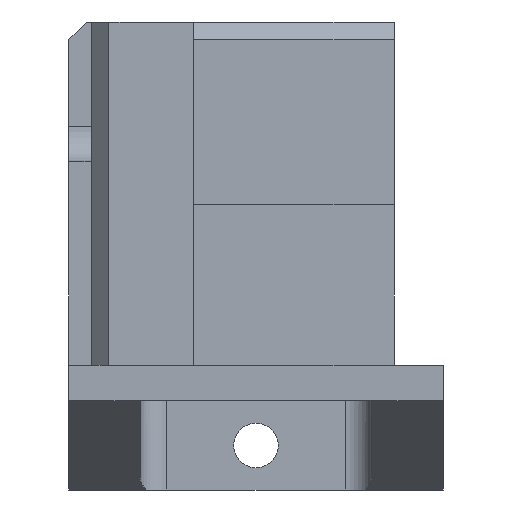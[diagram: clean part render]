
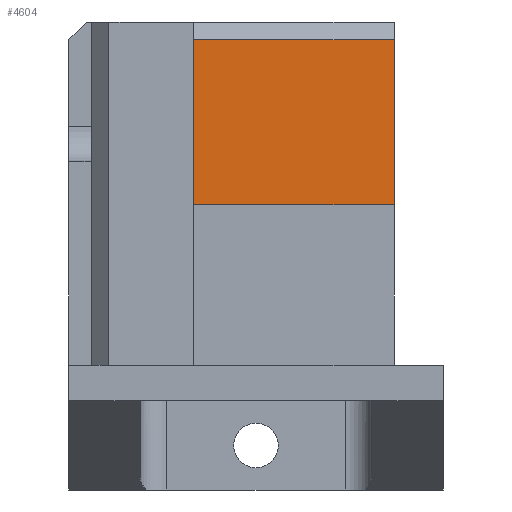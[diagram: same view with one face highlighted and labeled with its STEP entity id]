
A CAD part, left-side view. The second image highlights one B-rep face of the part: STEP entity #4604.
In plain terms, the highlighted planar face has unit normal (-1, 0, 0).
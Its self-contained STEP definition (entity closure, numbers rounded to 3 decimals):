
#184 = PLANE('',#185);
#185 = AXIS2_PLACEMENT_3D('',#186,#187,#188);
#186 = CARTESIAN_POINT('',(0.,5.5,22.));
#187 = DIRECTION('',(0.,1.,0.));
#188 = DIRECTION('',(1.,0.,0.));
#1527 = VERTEX_POINT('',#1528);
#1528 = CARTESIAN_POINT('',(0.,5.5,22.));
#1554 = EDGE_CURVE('',#1527,#1555,#1557,.T.);
#1555 = VERTEX_POINT('',#1556);
#1556 = CARTESIAN_POINT('',(0.,5.5,40.5));
#1557 = SURFACE_CURVE('',#1558,(#1562,#1569),.PCURVE_S1.);
#1558 = LINE('',#1559,#1560);
#1559 = CARTESIAN_POINT('',(0.,5.5,22.));
#1560 = VECTOR('',#1561,1.);
#1561 = DIRECTION('',(0.,0.,1.));
#1562 = PCURVE('',#184,#1563);
#1563 = DEFINITIONAL_REPRESENTATION('',(#1564),#1568);
#1564 = LINE('',#1565,#1566);
#1565 = CARTESIAN_POINT('',(0.,0.));
#1566 = VECTOR('',#1567,1.);
#1567 = DIRECTION('',(0.,-1.));
#1568 = ( GEOMETRIC_REPRESENTATION_CONTEXT(2) 
PARAMETRIC_REPRESENTATION_CONTEXT() REPRESENTATION_CONTEXT('2D SPACE',''
  ) );
#1569 = PCURVE('',#1570,#1575);
#1570 = PLANE('',#1571);
#1571 = AXIS2_PLACEMENT_3D('',#1572,#1573,#1574);
#1572 = CARTESIAN_POINT('',(0.,42.,22.));
#1573 = DIRECTION('',(1.,0.,0.));
#1574 = DIRECTION('',(0.,-1.,0.));
#1575 = DEFINITIONAL_REPRESENTATION('',(#1576),#1580);
#1576 = LINE('',#1577,#1578);
#1577 = CARTESIAN_POINT('',(36.5,0.));
#1578 = VECTOR('',#1579,1.);
#1579 = DIRECTION('',(0.,-1.));
#1580 = ( GEOMETRIC_REPRESENTATION_CONTEXT(2) 
PARAMETRIC_REPRESENTATION_CONTEXT() REPRESENTATION_CONTEXT('2D SPACE',''
  ) );
#1596 = PLANE('',#1597);
#1597 = AXIS2_PLACEMENT_3D('',#1598,#1599,#1600);
#1598 = CARTESIAN_POINT('',(1.,28.,41.5));
#1599 = DIRECTION('',(0.707,0.,-0.707));
#1600 = DIRECTION('',(0.,1.,0.));
#4474 = PLANE('',#4475);
#4475 = AXIS2_PLACEMENT_3D('',#4476,#4477,#4478);
#4476 = CARTESIAN_POINT('',(2.5,28.,4.));
#4477 = DIRECTION('',(0.,-1.,0.));
#4478 = DIRECTION('',(-1.,0.,0.));
#4511 = VERTEX_POINT('',#4512);
#4512 = CARTESIAN_POINT('',(0.,28.,40.5));
#4533 = EDGE_CURVE('',#4511,#1555,#4534,.T.);
#4534 = SURFACE_CURVE('',#4535,(#4539,#4546),.PCURVE_S1.);
#4535 = LINE('',#4536,#4537);
#4536 = CARTESIAN_POINT('',(0.,28.,40.5));
#4537 = VECTOR('',#4538,1.);
#4538 = DIRECTION('',(0.,-1.,0.));
#4539 = PCURVE('',#1596,#4540);
#4540 = DEFINITIONAL_REPRESENTATION('',(#4541),#4545);
#4541 = LINE('',#4542,#4543);
#4542 = CARTESIAN_POINT('',(-0.,-1.414));
#4543 = VECTOR('',#4544,1.);
#4544 = DIRECTION('',(-1.,0.));
#4545 = ( GEOMETRIC_REPRESENTATION_CONTEXT(2) 
PARAMETRIC_REPRESENTATION_CONTEXT() REPRESENTATION_CONTEXT('2D SPACE',''
  ) );
#4546 = PCURVE('',#1570,#4547);
#4547 = DEFINITIONAL_REPRESENTATION('',(#4548),#4552);
#4548 = LINE('',#4549,#4550);
#4549 = CARTESIAN_POINT('',(14.,-18.5));
#4550 = VECTOR('',#4551,1.);
#4551 = DIRECTION('',(1.,0.));
#4552 = ( GEOMETRIC_REPRESENTATION_CONTEXT(2) 
PARAMETRIC_REPRESENTATION_CONTEXT() REPRESENTATION_CONTEXT('2D SPACE',''
  ) );
#4604 = ADVANCED_FACE('',(#4605),#1570,.F.);
#4605 = FACE_BOUND('',#4606,.F.);
#4606 = EDGE_LOOP('',(#4607,#4608,#4636,#4657));
#4607 = ORIENTED_EDGE('',*,*,#1554,.F.);
#4608 = ORIENTED_EDGE('',*,*,#4609,.F.);
#4609 = EDGE_CURVE('',#4610,#1527,#4612,.T.);
#4610 = VERTEX_POINT('',#4611);
#4611 = CARTESIAN_POINT('',(0.,28.,22.));
#4612 = SURFACE_CURVE('',#4613,(#4617,#4624),.PCURVE_S1.);
#4613 = LINE('',#4614,#4615);
#4614 = CARTESIAN_POINT('',(0.,42.,22.));
#4615 = VECTOR('',#4616,1.);
#4616 = DIRECTION('',(0.,-1.,0.));
#4617 = PCURVE('',#1570,#4618);
#4618 = DEFINITIONAL_REPRESENTATION('',(#4619),#4623);
#4619 = LINE('',#4620,#4621);
#4620 = CARTESIAN_POINT('',(0.,0.));
#4621 = VECTOR('',#4622,1.);
#4622 = DIRECTION('',(1.,0.));
#4623 = ( GEOMETRIC_REPRESENTATION_CONTEXT(2) 
PARAMETRIC_REPRESENTATION_CONTEXT() REPRESENTATION_CONTEXT('2D SPACE',''
  ) );
#4624 = PCURVE('',#4625,#4630);
#4625 = PLANE('',#4626);
#4626 = AXIS2_PLACEMENT_3D('',#4627,#4628,#4629);
#4627 = CARTESIAN_POINT('',(0.,42.,4.));
#4628 = DIRECTION('',(1.,0.,0.));
#4629 = DIRECTION('',(0.,-1.,0.));
#4630 = DEFINITIONAL_REPRESENTATION('',(#4631),#4635);
#4631 = LINE('',#4632,#4633);
#4632 = CARTESIAN_POINT('',(0.,-18.));
#4633 = VECTOR('',#4634,1.);
#4634 = DIRECTION('',(1.,0.));
#4635 = ( GEOMETRIC_REPRESENTATION_CONTEXT(2) 
PARAMETRIC_REPRESENTATION_CONTEXT() REPRESENTATION_CONTEXT('2D SPACE',''
  ) );
#4636 = ORIENTED_EDGE('',*,*,#4637,.T.);
#4637 = EDGE_CURVE('',#4610,#4511,#4638,.T.);
#4638 = SURFACE_CURVE('',#4639,(#4643,#4650),.PCURVE_S1.);
#4639 = LINE('',#4640,#4641);
#4640 = CARTESIAN_POINT('',(0.,28.,4.));
#4641 = VECTOR('',#4642,1.);
#4642 = DIRECTION('',(0.,0.,1.));
#4643 = PCURVE('',#1570,#4644);
#4644 = DEFINITIONAL_REPRESENTATION('',(#4645),#4649);
#4645 = LINE('',#4646,#4647);
#4646 = CARTESIAN_POINT('',(14.,18.));
#4647 = VECTOR('',#4648,1.);
#4648 = DIRECTION('',(0.,-1.));
#4649 = ( GEOMETRIC_REPRESENTATION_CONTEXT(2) 
PARAMETRIC_REPRESENTATION_CONTEXT() REPRESENTATION_CONTEXT('2D SPACE',''
  ) );
#4650 = PCURVE('',#4474,#4651);
#4651 = DEFINITIONAL_REPRESENTATION('',(#4652),#4656);
#4652 = LINE('',#4653,#4654);
#4653 = CARTESIAN_POINT('',(2.5,0.));
#4654 = VECTOR('',#4655,1.);
#4655 = DIRECTION('',(0.,-1.));
#4656 = ( GEOMETRIC_REPRESENTATION_CONTEXT(2) 
PARAMETRIC_REPRESENTATION_CONTEXT() REPRESENTATION_CONTEXT('2D SPACE',''
  ) );
#4657 = ORIENTED_EDGE('',*,*,#4533,.T.);
